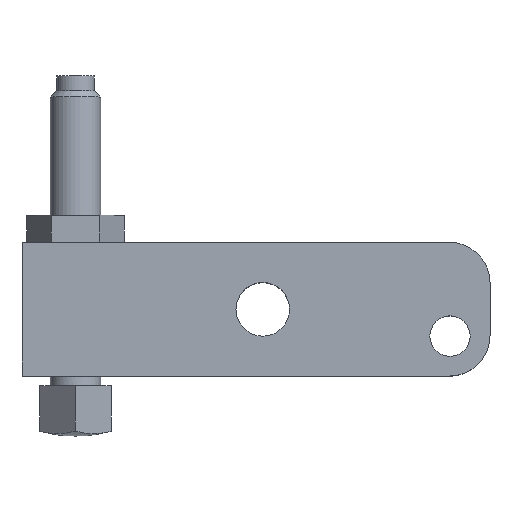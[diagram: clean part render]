
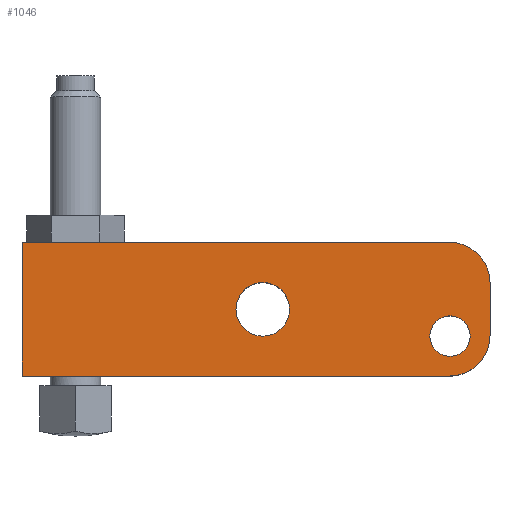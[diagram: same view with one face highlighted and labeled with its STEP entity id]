
A CAD part, top view. The second image highlights one B-rep face of the part: STEP entity #1046.
In plain terms, the highlighted planar face has unit normal (0, 0, 1).
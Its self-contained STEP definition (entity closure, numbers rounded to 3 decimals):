
#290=CARTESIAN_POINT('',(0.,0.,6.35));
#291=DIRECTION('',(0.,0.,-1.));
#292=DIRECTION('',(-1.,0.,0.));
#293=AXIS2_PLACEMENT_3D('',#290,#291,#292);
#295=CARTESIAN_POINT('',(0.,0.,6.35));
#296=DIRECTION('',(0.,0.,-1.));
#297=DIRECTION('',(1.,0.,0.));
#298=AXIS2_PLACEMENT_3D('',#295,#296,#297);
#300=CARTESIAN_POINT('',(-22.225,3.175,6.35));
#301=DIRECTION('',(0.,0.,-1.));
#302=DIRECTION('',(-1.,0.,0.));
#303=AXIS2_PLACEMENT_3D('',#300,#301,#302);
#305=CARTESIAN_POINT('',(-22.225,3.175,6.35));
#306=DIRECTION('',(0.,0.,-1.));
#307=DIRECTION('',(1.,0.,0.));
#308=AXIS2_PLACEMENT_3D('',#305,#306,#307);
#310=DIRECTION('',(0.,1.,0.));
#311=VECTOR('',#310,6.223);
#312=CARTESIAN_POINT('',(4.75,0.076,6.35));
#313=LINE('',#312,#311);
#314=DIRECTION('',(1.,0.,0.));
#315=VECTOR('',#314,50.724);
#316=CARTESIAN_POINT('',(-50.8,-4.75,6.35));
#317=LINE('',#316,#315);
#318=DIRECTION('',(0.,-1.,0.));
#319=VECTOR('',#318,15.875);
#320=CARTESIAN_POINT('',(-50.8,11.125,6.35));
#321=LINE('',#320,#319);
#322=DIRECTION('',(-1.,0.,0.));
#323=VECTOR('',#322,50.724);
#324=CARTESIAN_POINT('',(-0.076,11.125,6.35));
#325=LINE('',#324,#323);
#357=CARTESIAN_POINT('',(-0.076,6.299,6.35));
#358=DIRECTION('',(0.,0.,1.));
#359=DIRECTION('',(1.,0.,0.));
#360=AXIS2_PLACEMENT_3D('',#357,#358,#359);
#544=CARTESIAN_POINT('',(-0.076,0.076,6.35));
#545=DIRECTION('',(0.,0.,1.));
#546=DIRECTION('',(0.,-1.,0.));
#547=AXIS2_PLACEMENT_3D('',#544,#545,#546);
#616=CARTESIAN_POINT('',(-50.8,11.125,6.35));
#617=CARTESIAN_POINT('',(-50.8,-4.75,6.35));
#618=VERTEX_POINT('',#616);
#619=VERTEX_POINT('',#617);
#624=CARTESIAN_POINT('',(-2.394,0.,6.35));
#625=CARTESIAN_POINT('',(2.394,0.,6.35));
#626=VERTEX_POINT('',#624);
#627=VERTEX_POINT('',#625);
#632=CARTESIAN_POINT('',(-25.406,3.175,6.35));
#633=CARTESIAN_POINT('',(-19.044,3.175,6.35));
#634=VERTEX_POINT('',#632);
#635=VERTEX_POINT('',#633);
#654=CARTESIAN_POINT('',(-0.076,-4.75,6.35));
#655=VERTEX_POINT('',#654);
#658=CARTESIAN_POINT('',(4.75,0.076,6.35));
#659=VERTEX_POINT('',#658);
#668=CARTESIAN_POINT('',(4.75,6.299,6.35));
#670=VERTEX_POINT('',#668);
#672=CARTESIAN_POINT('',(-0.076,11.125,6.35));
#673=VERTEX_POINT('',#672);
#1020=CARTESIAN_POINT('',(0.,0.,6.35));
#1021=DIRECTION('',(0.,0.,1.));
#1022=DIRECTION('',(1.,0.,0.));
#1023=AXIS2_PLACEMENT_3D('',#1020,#1021,#1022);
#1024=PLANE('',#1023);
#1026=ORIENTED_EDGE('',*,*,#1025,.F.);
#1028=ORIENTED_EDGE('',*,*,#1027,.F.);
#1030=ORIENTED_EDGE('',*,*,#1029,.F.);
#1031=ORIENTED_EDGE('',*,*,#864,.F.);
#1033=ORIENTED_EDGE('',*,*,#1032,.F.);
#1035=ORIENTED_EDGE('',*,*,#1034,.F.);
#1036=EDGE_LOOP('',(#1026,#1028,#1030,#1031,#1033,#1035));
#1037=FACE_OUTER_BOUND('',#1036,.F.);
#1038=ORIENTED_EDGE('',*,*,#929,.F.);
#1039=ORIENTED_EDGE('',*,*,#957,.F.);
#1040=EDGE_LOOP('',(#1038,#1039));
#1041=FACE_BOUND('',#1040,.F.);
#1042=ORIENTED_EDGE('',*,*,#1000,.F.);
#1043=ORIENTED_EDGE('',*,*,#1014,.F.);
#1044=EDGE_LOOP('',(#1042,#1043));
#1045=FACE_BOUND('',#1044,.F.);
#1046=ADVANCED_FACE('',(#1037,#1041,#1045),#1024,.T.);
#294=CIRCLE('',#293,2.394);
#299=CIRCLE('',#298,2.394);
#304=CIRCLE('',#303,3.181);
#309=CIRCLE('',#308,3.181);
#361=CIRCLE('',#360,4.826);
#548=CIRCLE('',#547,4.826);
#864=EDGE_CURVE('',#619,#655,#317,.T.);
#929=EDGE_CURVE('',#626,#627,#294,.T.);
#957=EDGE_CURVE('',#627,#626,#299,.T.);
#1000=EDGE_CURVE('',#634,#635,#304,.T.);
#1014=EDGE_CURVE('',#635,#634,#309,.T.);
#1025=EDGE_CURVE('',#670,#673,#361,.T.);
#1027=EDGE_CURVE('',#659,#670,#313,.T.);
#1029=EDGE_CURVE('',#655,#659,#548,.T.);
#1032=EDGE_CURVE('',#618,#619,#321,.T.);
#1034=EDGE_CURVE('',#673,#618,#325,.T.);
